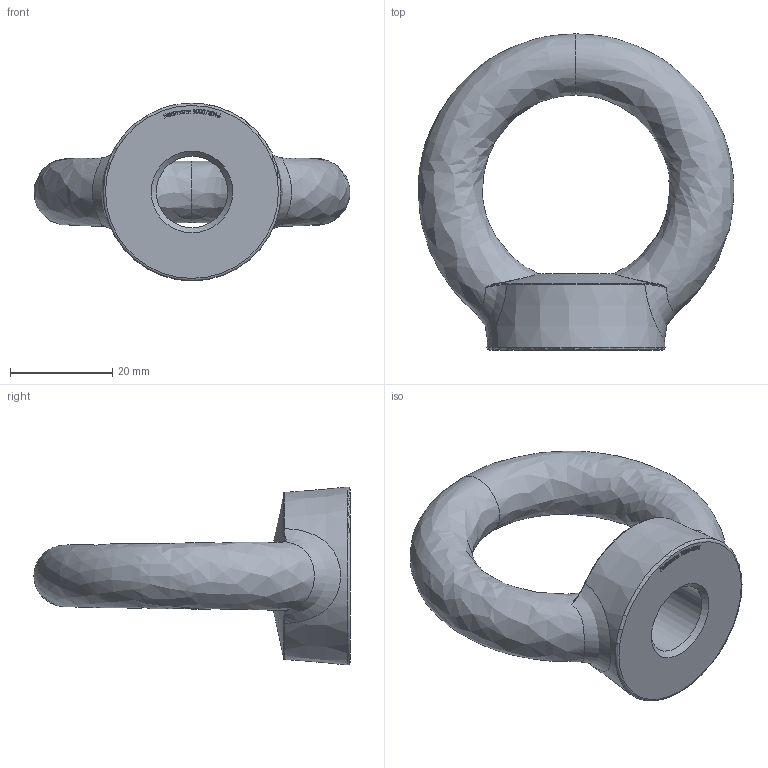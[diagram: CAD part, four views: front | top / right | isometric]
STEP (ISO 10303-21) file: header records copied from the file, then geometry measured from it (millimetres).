
FILE_DESCRIPTION (( 'STEP AP203' ), '1' );
FILE_NAME ('100073016.step', '2023-09-15T11:51:38', ( '' ), ( '' ), 'SwSTEP 2.0', 'SolidWorks 2018', '' );
FILE_SCHEMA (( 'CONFIG_CONTROL_DESIGN' ));
Length unit declared in the file: millimetre
Products named in the file (1): 100073016
Bounding box: 61.94 x 62 x 34.88 mm (x, y, z)
Volume: 26012.5 mm3; surface area: 8178.4 mm2
Topology: 1 solids, 1 shells, 232 faces, 615 edges, 403 vertices
Faces by surface type: bspline 121, plane 104, cone 3, torus 3, cylinder 1
Full cylindrical faces by diameter (mm): 14 x1
Entity records: 15134 total; most frequent: CARTESIAN_POINT 10215, ORIENTED_EDGE 1194, DIRECTION 601, EDGE_CURVE 597, VERTEX_POINT 396, VECTOR 341, LINE 341, EDGE_LOOP 265
